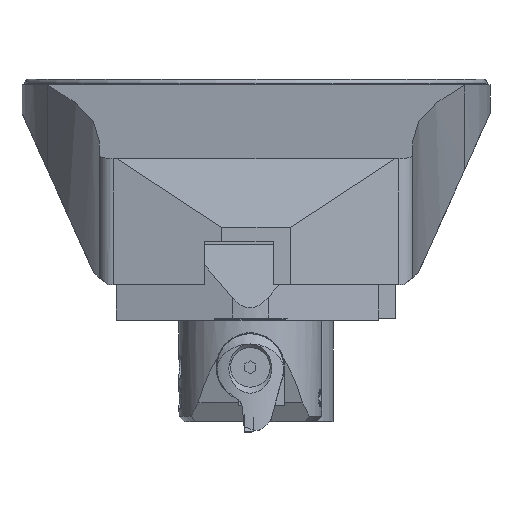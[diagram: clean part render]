
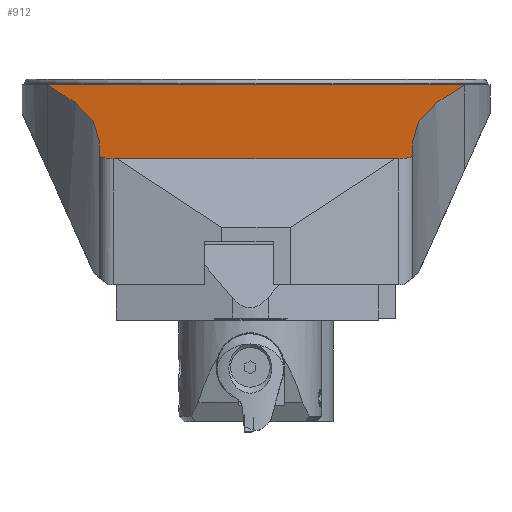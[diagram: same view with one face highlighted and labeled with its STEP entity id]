
A CAD part, left-side view. The second image highlights one B-rep face of the part: STEP entity #912.
In plain terms, the highlighted planar face has unit normal (-0.202, 0, 0.979).
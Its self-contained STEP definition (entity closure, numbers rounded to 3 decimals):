
#469=ELLIPSE('',#8367,265.472,260.);
#474=ELLIPSE('',#8375,265.472,260.);
#484=ELLIPSE('',#8389,6.126,6.);
#485=ELLIPSE('',#8390,6.126,6.);
#486=ELLIPSE('',#8391,132.736,130.);
#487=ELLIPSE('',#8392,132.736,130.);
#545=FACE_OUTER_BOUND('',#3449,.T.);
#912=ADVANCED_FACE('',(#545),#1330,.F.);
#1330=PLANE('',#8393);
#1672=LINE('',#11282,#2493);
#1690=LINE('',#11329,#2511);
#1692=LINE('',#11333,#2513);
#1696=LINE('',#11341,#2517);
#1712=LINE('',#11374,#2533);
#1718=LINE('',#11387,#2539);
#2493=VECTOR('',#9068,1.);
#2511=VECTOR('',#9100,1.);
#2513=VECTOR('',#9104,1.);
#2517=VECTOR('',#9110,1.);
#2533=VECTOR('',#9134,1.);
#2539=VECTOR('',#9144,1.);
#3449=EDGE_LOOP('',(#4064,#4065,#4066,#4067,#4068,#4069,#4070,#4071,#4072,
#4073,#4074,#4075));
#4064=ORIENTED_EDGE('',*,*,#6901,.T.);
#4065=ORIENTED_EDGE('',*,*,#6957,.T.);
#4066=ORIENTED_EDGE('',*,*,#6885,.T.);
#4067=ORIENTED_EDGE('',*,*,#6881,.F.);
#4068=ORIENTED_EDGE('',*,*,#6879,.T.);
#4069=ORIENTED_EDGE('',*,*,#6958,.T.);
#4070=ORIENTED_EDGE('',*,*,#6907,.T.);
#4071=ORIENTED_EDGE('',*,*,#6933,.T.);
#4072=ORIENTED_EDGE('',*,*,#6959,.T.);
#4073=ORIENTED_EDGE('',*,*,#6857,.T.);
#4074=ORIENTED_EDGE('',*,*,#6960,.T.);
#4075=ORIENTED_EDGE('',*,*,#6942,.T.);
#6106=VERTEX_POINT('',#11283);
#6107=VERTEX_POINT('',#11284);
#6127=VERTEX_POINT('',#11328);
#6128=VERTEX_POINT('',#11330);
#6129=VERTEX_POINT('',#11334);
#6132=VERTEX_POINT('',#11342);
#6144=VERTEX_POINT('',#11373);
#6145=VERTEX_POINT('',#11375);
#6150=VERTEX_POINT('',#11388);
#6151=VERTEX_POINT('',#11389);
#6172=VERTEX_POINT('',#11438);
#6178=VERTEX_POINT('',#11457);
#6857=EDGE_CURVE('',#6106,#6107,#1672,.T.);
#6879=EDGE_CURVE('',#6128,#6127,#1690,.T.);
#6881=EDGE_CURVE('',#6128,#6129,#1692,.T.);
#6885=EDGE_CURVE('',#6132,#6129,#1696,.T.);
#6901=EDGE_CURVE('',#6145,#6144,#1712,.T.);
#6907=EDGE_CURVE('',#6150,#6151,#1718,.T.);
#6933=EDGE_CURVE('',#6151,#6172,#469,.T.);
#6942=EDGE_CURVE('',#6178,#6145,#474,.T.);
#6957=EDGE_CURVE('',#6144,#6132,#484,.T.);
#6958=EDGE_CURVE('',#6127,#6150,#485,.T.);
#6959=EDGE_CURVE('',#6172,#6106,#486,.T.);
#6960=EDGE_CURVE('',#6107,#6178,#487,.T.);
#8367=AXIS2_PLACEMENT_3D('',#11439,#9181,#9182);
#8375=AXIS2_PLACEMENT_3D('',#11456,#9201,#9202);
#8389=AXIS2_PLACEMENT_3D('',#11483,#9234,#9235);
#8390=AXIS2_PLACEMENT_3D('',#11484,#9236,#9237);
#8391=AXIS2_PLACEMENT_3D('',#11485,#9238,#9239);
#8392=AXIS2_PLACEMENT_3D('',#11486,#9240,#9241);
#8393=AXIS2_PLACEMENT_3D('',#11487,#9242,#9243);
#9068=DIRECTION('',(0.,1.,0.));
#9100=DIRECTION('',(0.174,-0.984,0.036));
#9104=DIRECTION('',(0.,1.,0.));
#9110=DIRECTION('',(-0.174,-0.984,-0.036));
#9134=DIRECTION('',(-0.979,0.,-0.202));
#9144=DIRECTION('',(0.979,0.,0.202));
#9181=DIRECTION('',(0.202,0.,-0.979));
#9182=DIRECTION('',(0.979,0.,0.202));
#9201=DIRECTION('',(0.202,0.,-0.979));
#9202=DIRECTION('',(0.979,0.,0.202));
#9234=DIRECTION('',(-0.202,0.,0.979));
#9235=DIRECTION('',(0.979,0.,0.202));
#9236=DIRECTION('',(-0.202,0.,0.979));
#9237=DIRECTION('',(-0.979,0.,-0.202));
#9238=DIRECTION('',(-0.202,0.,0.979));
#9239=DIRECTION('',(0.979,0.,0.202));
#9240=DIRECTION('',(-0.202,0.,0.979));
#9241=DIRECTION('',(0.979,0.,0.202));
#9242=DIRECTION('',(0.202,0.,-0.979));
#9243=DIRECTION('',(0.979,0.,0.202));
#11282=CARTESIAN_POINT('',(-86.5,-219.,-2.));
#11283=CARTESIAN_POINT('',(-86.5,-73.12,-2.));
#11284=CARTESIAN_POINT('',(-86.5,73.12,-2.));
#11328=CARTESIAN_POINT('',(-212.292,-50.042,-27.943));
#11329=CARTESIAN_POINT('',(-219.141,-11.201,-29.355));
#11330=CARTESIAN_POINT('',(-212.569,-48.471,-28.));
#11333=CARTESIAN_POINT('',(-212.569,-219.,-28.));
#11334=CARTESIAN_POINT('',(-212.569,48.471,-28.));
#11341=CARTESIAN_POINT('',(-219.141,11.201,-29.355));
#11342=CARTESIAN_POINT('',(-212.292,50.042,-27.943));
#11373=CARTESIAN_POINT('',(-206.383,55.,-26.724));
#11374=CARTESIAN_POINT('',(-86.5,55.,-2.));
#11375=CARTESIAN_POINT('',(-181.865,55.,-21.668));
#11387=CARTESIAN_POINT('',(-86.5,-55.,-2.));
#11388=CARTESIAN_POINT('',(-206.383,-55.,-26.724));
#11389=CARTESIAN_POINT('',(-181.865,-55.,-21.668));
#11438=CARTESIAN_POINT('',(-86.807,-73.,-2.063));
#11439=CARTESIAN_POINT('',(-181.865,-315.,-21.668));
#11456=CARTESIAN_POINT('',(-181.865,315.,-21.668));
#11457=CARTESIAN_POINT('',(-86.807,73.,-2.063));
#11483=CARTESIAN_POINT('',(-206.383,49.,-26.724));
#11484=CARTESIAN_POINT('',(-206.383,-49.,-26.724));
#11485=CARTESIAN_POINT('',(-39.279,48.,7.739));
#11486=CARTESIAN_POINT('',(-39.279,-48.,7.739));
#11487=CARTESIAN_POINT('',(-86.5,-219.,-2.));
